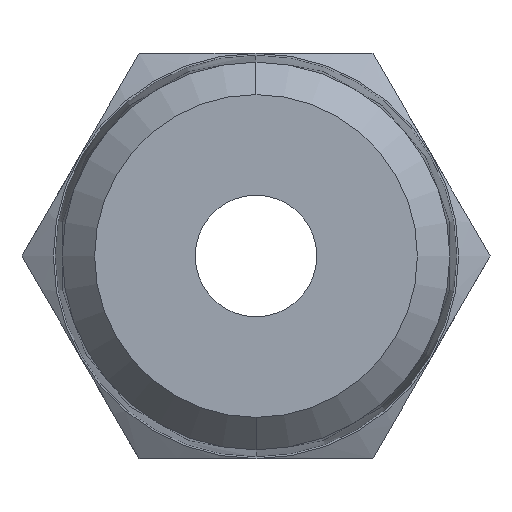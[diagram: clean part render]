
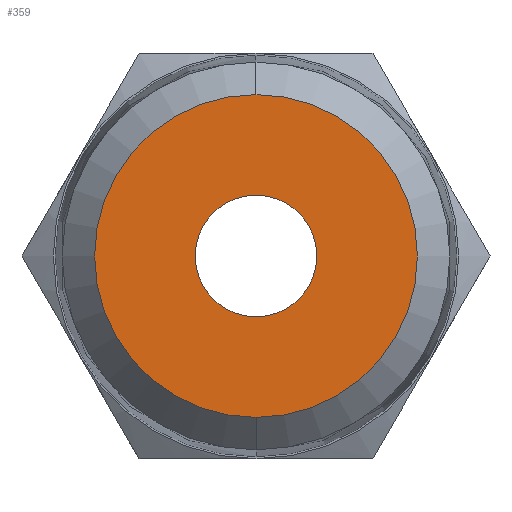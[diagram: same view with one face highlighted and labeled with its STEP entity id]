
A CAD part, front view. The second image highlights one B-rep face of the part: STEP entity #359.
In plain terms, the highlighted planar face has unit normal (0, -1, 0).
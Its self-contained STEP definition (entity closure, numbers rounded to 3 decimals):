
#31 = VERTEX_POINT ( 'NONE', #651 ) ;
#32 = VERTEX_POINT ( 'NONE', #638 ) ;
#43 = EDGE_CURVE ( 'NONE', #31, #32, #615, .T. ) ;
#76 = EDGE_CURVE ( 'NONE', #83, #84, #722, .T. ) ;
#83 = VERTEX_POINT ( 'NONE', #725 ) ;
#84 = VERTEX_POINT ( 'NONE', #733 ) ;
#186 = EDGE_CURVE ( 'NONE', #84, #83, #944, .T. ) ;
#274 = EDGE_LOOP ( 'NONE', ( #464, #344 ) ) ;
#283 = EDGE_CURVE ( 'NONE', #32, #31, #1128, .T. ) ;
#287 = ORIENTED_EDGE ( 'NONE', *, *, #76, .T. ) ;
#326 = EDGE_LOOP ( 'NONE', ( #461, #287 ) ) ;
#344 = ORIENTED_EDGE ( 'NONE', *, *, #43, .T. ) ;
#359 = ADVANCED_FACE ( 'NONE', ( #1168, #1167 ), #924, .T. ) ;
#461 = ORIENTED_EDGE ( 'NONE', *, *, #186, .T. ) ;
#464 = ORIENTED_EDGE ( 'NONE', *, *, #283, .T. ) ;
#612 = DIRECTION ( 'NONE',  ( 0., -1., 0. ) ) ;
#613 = CARTESIAN_POINT ( 'NONE',  ( 0., 0., 0. ) ) ;
#614 = AXIS2_PLACEMENT_3D ( 'NONE', #613, #612, #672 ) ;
#615 = CIRCLE ( 'NONE', #614, 3.982 ) ;
#638 = CARTESIAN_POINT ( 'NONE',  ( 0., 0., 3.982 ) ) ;
#651 = CARTESIAN_POINT ( 'NONE',  ( 0., 0., -3.982 ) ) ;
#672 = DIRECTION ( 'NONE',  ( 0., 0., -1. ) ) ;
#718 = DIRECTION ( 'NONE',  ( 0., 0., 1. ) ) ;
#719 = DIRECTION ( 'NONE',  ( 0., 1., 0. ) ) ;
#720 = CARTESIAN_POINT ( 'NONE',  ( 0., 0., 0. ) ) ;
#721 = AXIS2_PLACEMENT_3D ( 'NONE', #720, #719, #718 ) ;
#722 = CIRCLE ( 'NONE', #721, 1.5 ) ;
#725 = CARTESIAN_POINT ( 'NONE',  ( 0., 0., -1.5 ) ) ;
#733 = CARTESIAN_POINT ( 'NONE',  ( 0., 0., 1.5 ) ) ;
#924 = PLANE ( 'NONE',  #1012 ) ;
#936 = DIRECTION ( 'NONE',  ( 0., 0., 1. ) ) ;
#937 = DIRECTION ( 'NONE',  ( 0., 1., 0. ) ) ;
#938 = CARTESIAN_POINT ( 'NONE',  ( 0., 0., 0. ) ) ;
#943 = AXIS2_PLACEMENT_3D ( 'NONE', #938, #937, #936 ) ;
#944 = CIRCLE ( 'NONE', #943, 1.5 ) ;
#1012 = AXIS2_PLACEMENT_3D ( 'NONE', #1094, #1087, #1166 ) ;
#1087 = DIRECTION ( 'NONE',  ( 0., -1., 0. ) ) ;
#1094 = CARTESIAN_POINT ( 'NONE',  ( 5., 0., 0. ) ) ;
#1124 = DIRECTION ( 'NONE',  ( 0., 0., -1. ) ) ;
#1125 = DIRECTION ( 'NONE',  ( 0., -1., 0. ) ) ;
#1126 = CARTESIAN_POINT ( 'NONE',  ( 0., 0., 0. ) ) ;
#1127 = AXIS2_PLACEMENT_3D ( 'NONE', #1126, #1125, #1124 ) ;
#1128 = CIRCLE ( 'NONE', #1127, 3.982 ) ;
#1166 = DIRECTION ( 'NONE',  ( 0., 0., -1. ) ) ;
#1167 = FACE_OUTER_BOUND ( 'NONE', #274, .T. ) ;
#1168 = FACE_BOUND ( 'NONE', #326, .T. ) ;
